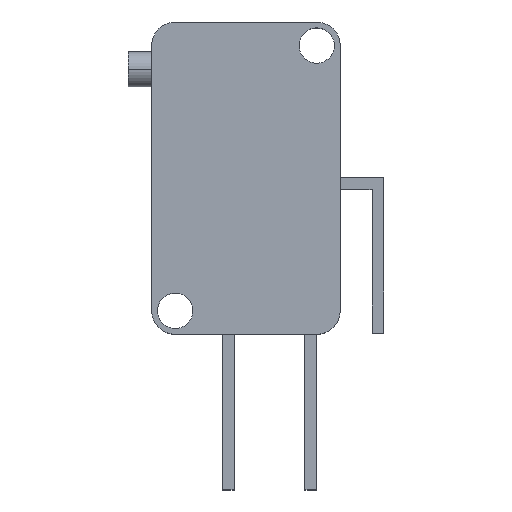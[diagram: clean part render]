
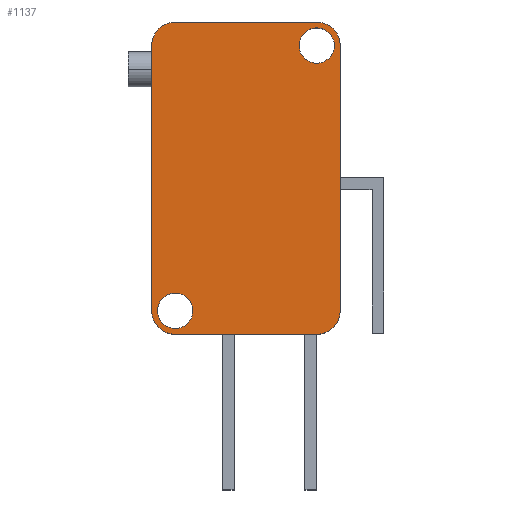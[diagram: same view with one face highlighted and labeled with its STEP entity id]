
A CAD part, top view. The second image highlights one B-rep face of the part: STEP entity #1137.
In plain terms, the highlighted planar face has unit normal (0, 0, 1).
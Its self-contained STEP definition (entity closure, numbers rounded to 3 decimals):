
#132=CARTESIAN_POINT('',(0.5,-11.25,10.3));
#133=VERTEX_POINT('',#132);
#149=CARTESIAN_POINT('',(3.5,-11.25,10.3));
#150=VERTEX_POINT('',#149);
#157=CARTESIAN_POINT('',(2.,-11.25,10.3));
#158=DIRECTION('',(0.0,0.0,-1.0));
#159=DIRECTION('',(-1.0,0.0,0.0));
#160=AXIS2_PLACEMENT_3D('',#157,#158,#159);
#161=CIRCLE('',#160,1.5);
#162=EDGE_CURVE('',#133,#150,#161,.T.);
#174=CARTESIAN_POINT('',(12.5,11.25,10.3));
#175=VERTEX_POINT('',#174);
#191=CARTESIAN_POINT('',(15.5,11.25,10.3));
#192=VERTEX_POINT('',#191);
#199=CARTESIAN_POINT('',(14.,11.25,10.3));
#200=DIRECTION('',(0.0,0.0,-1.0));
#201=DIRECTION('',(-1.0,0.0,0.0));
#202=AXIS2_PLACEMENT_3D('',#199,#200,#201);
#203=CIRCLE('',#202,1.5);
#204=EDGE_CURVE('',#175,#192,#203,.T.);
#765=CARTESIAN_POINT('',(14.,11.25,10.3));
#766=DIRECTION('',(0.0,0.0,-1.0));
#767=DIRECTION('',(-1.0,0.0,0.0));
#768=AXIS2_PLACEMENT_3D('',#765,#766,#767);
#769=CIRCLE('',#768,1.5);
#770=EDGE_CURVE('',#192,#175,#769,.T.);
#789=CARTESIAN_POINT('',(2.,-11.25,10.3));
#790=DIRECTION('',(0.0,0.0,-1.0));
#791=DIRECTION('',(-1.0,0.0,0.0));
#792=AXIS2_PLACEMENT_3D('',#789,#790,#791);
#793=CIRCLE('',#792,1.5);
#794=EDGE_CURVE('',#150,#133,#793,.T.);
#896=CARTESIAN_POINT('',(0.,11.25,10.3));
#897=VERTEX_POINT('',#896);
#898=CARTESIAN_POINT('',(2.0,13.25,10.3));
#899=VERTEX_POINT('',#898);
#900=CARTESIAN_POINT('',(2.0,11.25,10.3));
#901=DIRECTION('',(0.0,0.0,-1.0));
#902=DIRECTION('',(0.0,1.0,0.0));
#903=AXIS2_PLACEMENT_3D('',#900,#901,#902);
#904=CIRCLE('',#903,2.);
#905=EDGE_CURVE('',#897,#899,#904,.T.);
#928=CARTESIAN_POINT('',(14.,13.25,10.3));
#929=VERTEX_POINT('',#928);
#930=CARTESIAN_POINT('',(2.0,13.25,10.3));
#931=DIRECTION('',(1.0,0.0,0.0));
#932=VECTOR('',#931,12.);
#933=LINE('',#930,#932);
#934=EDGE_CURVE('',#899,#929,#933,.T.);
#952=CARTESIAN_POINT('',(16.0,11.25,10.3));
#953=VERTEX_POINT('',#952);
#954=CARTESIAN_POINT('',(14.,11.25,10.3));
#955=DIRECTION('',(0.0,0.0,-1.0));
#956=DIRECTION('',(1.0,0.0,0.0));
#957=AXIS2_PLACEMENT_3D('',#954,#955,#956);
#958=CIRCLE('',#957,2.);
#959=EDGE_CURVE('',#929,#953,#958,.T.);
#977=CARTESIAN_POINT('',(16.0,-11.25,10.3));
#978=VERTEX_POINT('',#977);
#979=CARTESIAN_POINT('',(16.0,11.25,10.3));
#980=DIRECTION('',(0.0,-1.0,0.0));
#981=VECTOR('',#980,22.5);
#982=LINE('',#979,#981);
#983=EDGE_CURVE('',#953,#978,#982,.T.);
#1007=CARTESIAN_POINT('',(14.0,-13.25,10.3));
#1008=VERTEX_POINT('',#1007);
#1009=CARTESIAN_POINT('',(14.,-11.25,10.3));
#1010=DIRECTION('',(0.0,0.0,-1.0));
#1011=DIRECTION('',(0.0,-1.0,0.0));
#1012=AXIS2_PLACEMENT_3D('',#1009,#1010,#1011);
#1013=CIRCLE('',#1012,2.0);
#1014=EDGE_CURVE('',#978,#1008,#1013,.T.);
#1041=CARTESIAN_POINT('',(2.0,-13.25,10.3));
#1042=VERTEX_POINT('',#1041);
#1043=CARTESIAN_POINT('',(14.0,-13.25,10.3));
#1044=DIRECTION('',(-1.0,0.0,0.0));
#1045=VECTOR('',#1044,12.0);
#1046=LINE('',#1043,#1045);
#1047=EDGE_CURVE('',#1008,#1042,#1046,.T.);
#1073=CARTESIAN_POINT('',(0.,-11.25,10.3));
#1074=VERTEX_POINT('',#1073);
#1075=CARTESIAN_POINT('',(2.,-11.25,10.3));
#1076=DIRECTION('',(0.0,0.0,-1.0));
#1077=DIRECTION('',(-1.0,0.0,0.0));
#1078=AXIS2_PLACEMENT_3D('',#1075,#1076,#1077);
#1079=CIRCLE('',#1078,2.);
#1080=EDGE_CURVE('',#1042,#1074,#1079,.T.);
#1098=CARTESIAN_POINT('',(0.,-11.25,10.3));
#1099=DIRECTION('',(0.0,1.0,0.0));
#1100=VECTOR('',#1099,22.5);
#1101=LINE('',#1098,#1100);
#1102=EDGE_CURVE('',#1074,#897,#1101,.T.);
#1114=CARTESIAN_POINT('',(8.,0.,10.3));
#1115=DIRECTION('',(0.0,0.0,1.0));
#1116=DIRECTION('',(1.0,0.0,0.0));
#1117=AXIS2_PLACEMENT_3D('',#1114,#1115,#1116);
#1118=PLANE('',#1117);
#1119=ORIENTED_EDGE('',*,*,#905,.F.);
#1120=ORIENTED_EDGE('',*,*,#1102,.F.);
#1121=ORIENTED_EDGE('',*,*,#1080,.F.);
#1122=ORIENTED_EDGE('',*,*,#1047,.F.);
#1123=ORIENTED_EDGE('',*,*,#1014,.F.);
#1124=ORIENTED_EDGE('',*,*,#983,.F.);
#1125=ORIENTED_EDGE('',*,*,#959,.F.);
#1126=ORIENTED_EDGE('',*,*,#934,.F.);
#1127=EDGE_LOOP('',(#1119,#1120,#1121,#1122,#1123,#1124,#1125,#1126));
#1128=FACE_OUTER_BOUND('',#1127,.T.);
#1129=ORIENTED_EDGE('',*,*,#770,.T.);
#1130=ORIENTED_EDGE('',*,*,#204,.T.);
#1131=EDGE_LOOP('',(#1129,#1130));
#1132=FACE_BOUND('',#1131,.T.);
#1133=ORIENTED_EDGE('',*,*,#794,.T.);
#1134=ORIENTED_EDGE('',*,*,#162,.T.);
#1135=EDGE_LOOP('',(#1133,#1134));
#1136=FACE_BOUND('',#1135,.T.);
#1137=ADVANCED_FACE('',(#1128,#1132,#1136),#1118,.T.);
